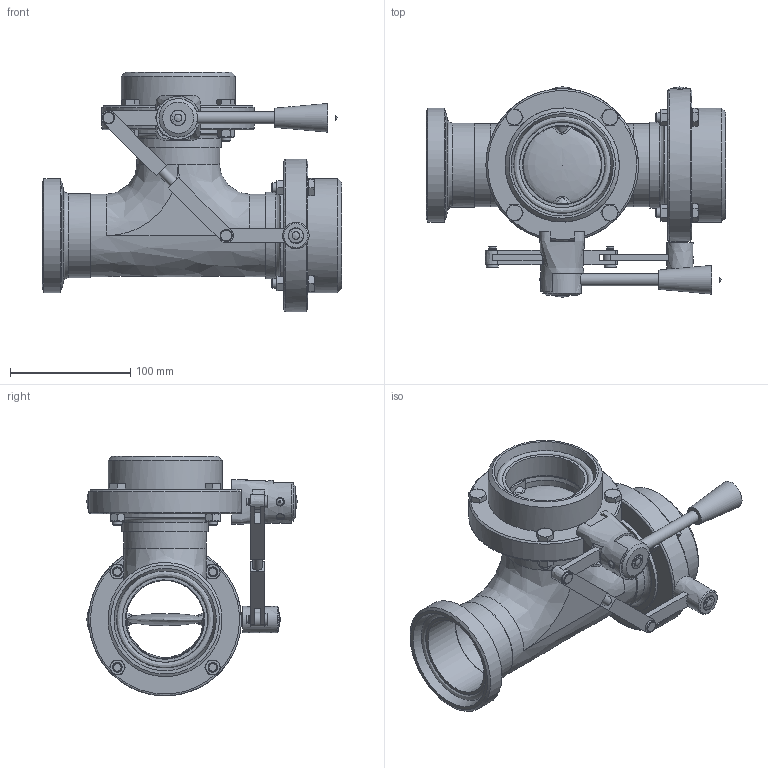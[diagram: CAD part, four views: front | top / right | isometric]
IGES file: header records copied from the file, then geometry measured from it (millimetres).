
Global section: file name: Klapka spřažená typ P DN065,22; native system: HAutodesk Inventor 2015; preprocessor: unknown; author: Struska Martin; date: 20160622.104454; units: millimetre
Bounding box: 249 x 175.24 x 199.5 mm (x, y, z)
Volume: 843175.1 mm3; surface area: 298905.8 mm2
Topology: 10 solids, 32 shells, 779 faces, 2061 edges, 1370 vertices
Faces by surface type: bspline 779
